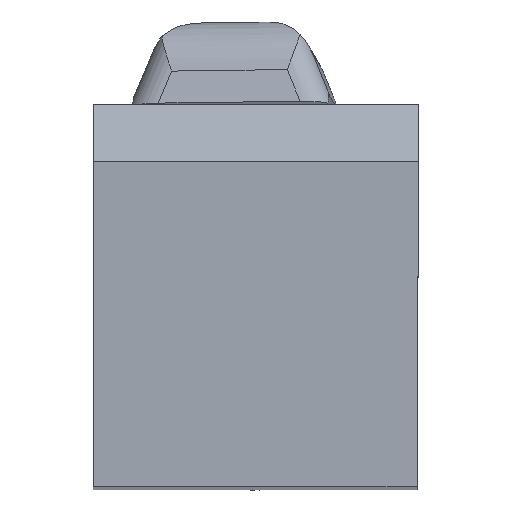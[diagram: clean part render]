
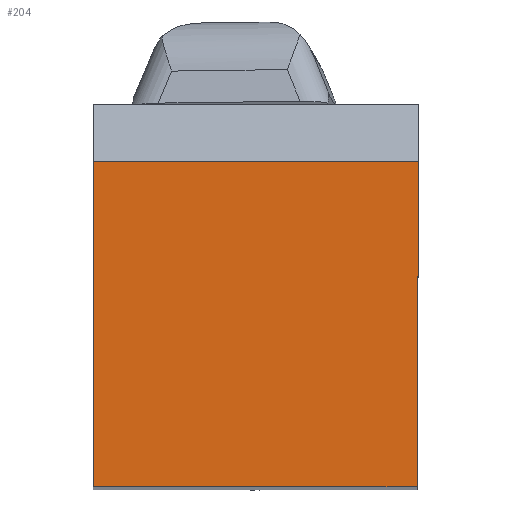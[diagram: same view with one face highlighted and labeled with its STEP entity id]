
A CAD part, top view. The second image highlights one B-rep face of the part: STEP entity #204.
In plain terms, the highlighted planar face has unit normal (0, 0, 1).
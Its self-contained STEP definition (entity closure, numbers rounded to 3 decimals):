
#143=FACE_OUTER_BOUND('',#571,.T.);
#204=ADVANCED_FACE('BLANK_BOXF006',(#143),#259,.F.);
#259=PLANE('',#1365);
#343=LINE('',#1984,#467);
#344=LINE('',#1987,#468);
#345=LINE('',#1989,#469);
#346=LINE('',#1991,#470);
#467=VECTOR('',#1572,1.);
#468=VECTOR('',#1573,1.);
#469=VECTOR('',#1574,1.);
#470=VECTOR('',#1575,1.);
#571=EDGE_LOOP('',(#723,#724,#725,#726));
#723=ORIENTED_EDGE('',*,*,#1135,.F.);
#724=ORIENTED_EDGE('',*,*,#1136,.F.);
#725=ORIENTED_EDGE('',*,*,#1137,.F.);
#726=ORIENTED_EDGE('',*,*,#1138,.F.);
#1007=VERTEX_POINT('',#1985);
#1008=VERTEX_POINT('',#1986);
#1009=VERTEX_POINT('',#1988);
#1010=VERTEX_POINT('',#1990);
#1135=EDGE_CURVE('',#1007,#1008,#343,.T.);
#1136=EDGE_CURVE('',#1009,#1007,#344,.T.);
#1137=EDGE_CURVE('',#1010,#1009,#345,.T.);
#1138=EDGE_CURVE('',#1008,#1010,#346,.T.);
#1365=AXIS2_PLACEMENT_3D('',#1992,#1576,#1577);
#1572=DIRECTION('',(0.,1.,0.));
#1573=DIRECTION('',(-1.,0.,0.));
#1574=DIRECTION('',(-0.004,-1.,0.));
#1575=DIRECTION('',(1.,0.,0.));
#1576=DIRECTION('',(0.,0.,-1.));
#1577=DIRECTION('',(-1.,0.,0.));
#1984=CARTESIAN_POINT('',(-24.875,-163.35,0.));
#1985=CARTESIAN_POINT('',(-24.875,0.,0.));
#1986=CARTESIAN_POINT('',(-24.875,24.875,0.));
#1987=CARTESIAN_POINT('',(163.35,0.,0.));
#1988=CARTESIAN_POINT('',(-0.109,0.,0.));
#1989=CARTESIAN_POINT('',(0.604,163.348,0.));
#1990=CARTESIAN_POINT('',(0.,24.875,0.));
#1991=CARTESIAN_POINT('',(-163.35,24.875,0.));
#1992=CARTESIAN_POINT('',(-29.875,-5.,0.));
